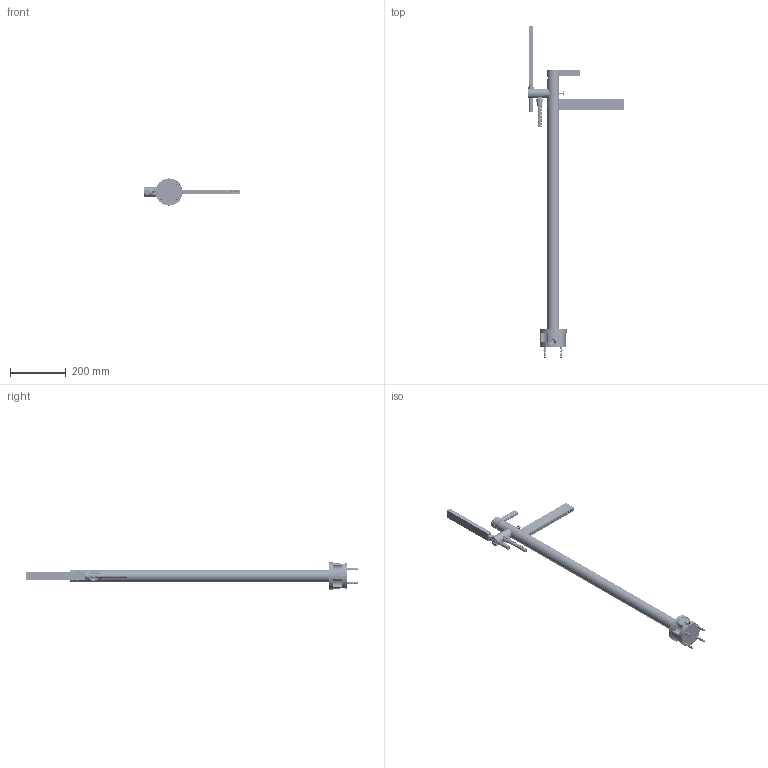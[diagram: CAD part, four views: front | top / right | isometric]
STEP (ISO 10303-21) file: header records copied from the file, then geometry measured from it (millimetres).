
FILE_DESCRIPTION (( 'STEP AP203' ), '1' );
FILE_NAME ('700018vic0_asm.STEP', '2018-09-13T21:38:54', ( '' ), ( '' ), 'SwSTEP 2.0', 'SolidWorks 2015', '' );
FILE_SCHEMA (( 'CONFIG_CONTROL_DESIGN' ));
Length unit declared in the file: millimetre
Products named in the file (95): 16000777_AF1_ASM; 16000781_AF0_ASM; 12000212_AF0; 02000105_AF0; 04002704; 01000081_AF0; 16000767_AF1_ASM; 10000410_1; 12000218_AF0; 07010106W_D_1; 04000004; 06000107_1; 04000036_AF1; 04000059_AF1; 05002003_AF0; 04000063_AF0; 06000067; 16000757_ASM; 12000230; 16000657_AF0_ASM; 10000418_2; 16000754_ASM_1; 03000016_AF0; 300007VIC0_AF0_ASM_1; 06019407_1; 04000036_AF0; 16000780_ASM; 12000224_AF0_1; 16000786_ASM; 04000099_AF0; 06000907_1; 04026004; 06000043_AF1; 12000228_1; 06000133_2; 04000090_1; 06020307_2; 14000031_AF1_ASM; 12000212_1; 06003501_AF0 ...
Assembly tree (111 placements, depth 5):
  700018vic0_asm
    300007VIC0_AF0_ASM_1
      01000081_AF0
      04000059_AF1
      12000211_AF1_1
      12000212_AF0
      12000212_1
      06000043_AF0_1
      06000043_1
      06000043_AF1
      06000043_AF2
      04000036_2  x2
      04000036_AF0
      04000036_AF1
      06019407_AF0_1
      06019407_1  x3
      14000031_AF1_ASM
        10000418_2  x4
        06000133_2  x4
    16000774_AF1_ASM
      12000019_AF0
      12000228_1
      12000218_AF0
      12000228_AF0
      06019407_1  x3
      06019407_AF1_1
    16000767_AF1_ASM
      12000224_AF0_1
      04000063_AF0
    16000777_AF1_ASM
      01000089_AF1
      12000222_AF1
      16000780_ASM
        17000043_ASM
          12000221
          04000097
          10000093_AF0
          04009704
      06000067
      12000469
      16000757_ASM
        03000061
      06000046
      04000090_1
      04000099_AF0
      16000781_AF0_ASM
        04027404_AF1
        04027404_AF0
      04026004
      16002012_ASM
        04000239  x2
    16000007_ASM_1
      07010106W_ASM_1
        07010106W_A_1
        07010106W_B_1
        07010106W_C_1
        07010106W_D_1
    16000112_AF0_ASM
      06003501_AF0
    16000713_AF1_ASM
Bounding box: 345.8 x 1188.95 x 97 mm (x, y, z)
Volume: 152567.9 mm3; surface area: 680230.8 mm2
Topology: 62 solids, 160 shells, 6361 faces, 16752 edges, 10456 vertices
Faces by surface type: plane 2717, cylinder 2159, bspline 956, cone 519, torus 10
Entity records: 207357 total; most frequent: CARTESIAN_POINT 69945, ORIENTED_EDGE 26716, DIRECTION 25817, EDGE_CURVE 13484, AXIS2_PLACEMENT_3D 8971, VERTEX_POINT 8686, LINE 7875, VECTOR 7875
